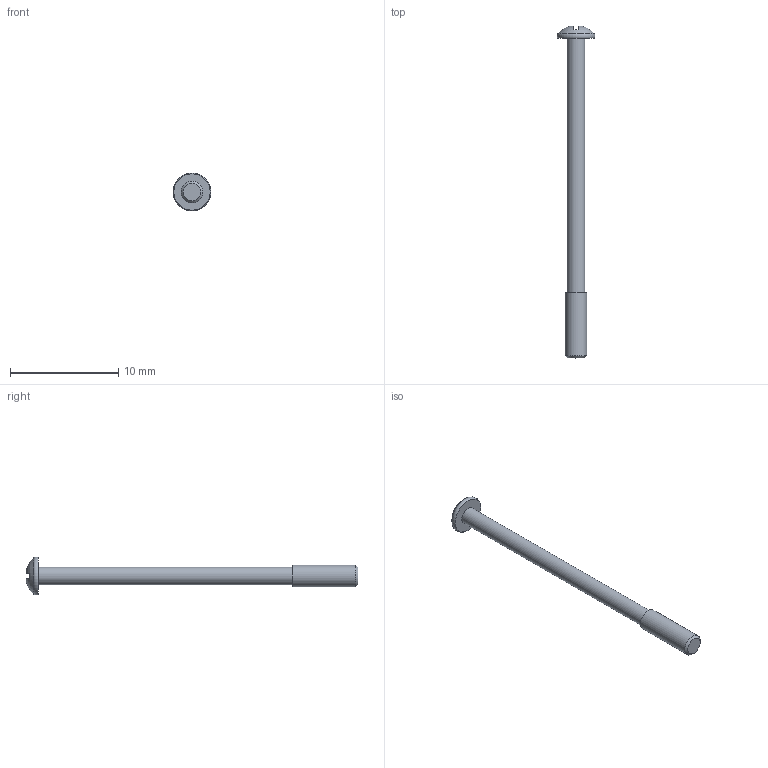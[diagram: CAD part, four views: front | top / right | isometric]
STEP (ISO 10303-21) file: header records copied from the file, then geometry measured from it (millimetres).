
FILE_DESCRIPTION(/* description */ (''),/* implementation_level */ '2;1');
FILE_NAME(/* name */ 'DX124_SCREW-COVER___ipt_71a4a04f.STEP',/* time_stamp */ '2022-06-02T14:50:20+03:00',/* author */ ('Sulieman DAHER'),/* organization */ (''),/* preprocessor_version */ 'ST-DEVELOPER v16.13',/* originating_system */ 'Autodesk Inventor 2018',/* authorisation */ '');
FILE_SCHEMA (('AUTOMOTIVE_DESIGN { 1 0 10303 214 3 1 1 }'));
Length unit declared in the file: millimetre
Products named in the file (1): DX124_SCREW-COVER__
Bounding box: 3.5 x 30.64 x 3.5 mm (x, y, z)
Volume: 72.6 mm3; surface area: 185.1 mm2
Topology: 1 solids, 1 shells, 25 faces, 61 edges, 40 vertices
Faces by surface type: plane 12, cylinder 10, cone 1, torus 1, sphere 1
Full cylindrical faces by diameter (mm): 1.6 x1, 2 x1
Entity records: 779 total; most frequent: CARTESIAN_POINT 156, DIRECTION 130, ORIENTED_EDGE 110, EDGE_CURVE 55, AXIS2_PLACEMENT_3D 53, VERTEX_POINT 39, EDGE_LOOP 32, CIRCLE 27
